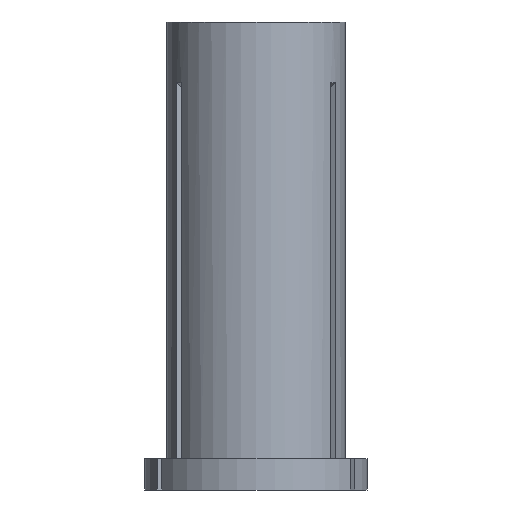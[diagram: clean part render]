
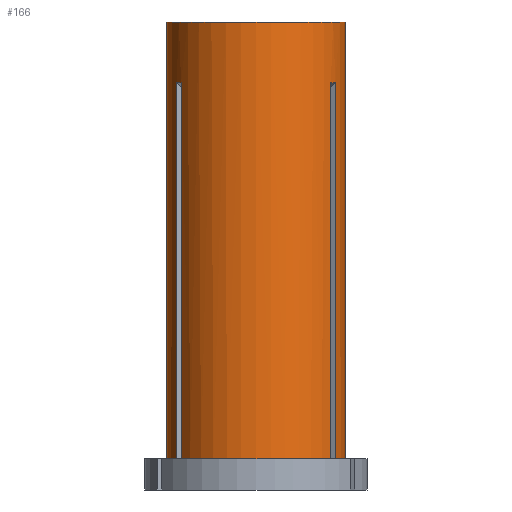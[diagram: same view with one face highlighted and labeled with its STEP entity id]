
A CAD part, front view. The second image highlights one B-rep face of the part: STEP entity #166.
In plain terms, the highlighted cylindrical face has radius 10 mm (diameter 20 mm), a partial arc.
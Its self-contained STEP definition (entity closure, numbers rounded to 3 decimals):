
#13 = CARTESIAN_POINT ( 'NONE',  ( -8.49, -5.286, -6.812 ) ) ;
#21 = DIRECTION ( 'NONE',  ( 0., 0., 1. ) ) ;
#24 = VERTEX_POINT ( 'NONE', #171 ) ;
#25 = B_SPLINE_CURVE_WITH_KNOTS ( 'NONE', 3,
 ( #42, #519, #1005, #837, #13, #583 ),
 .UNSPECIFIED., .F., .F.,
 ( 4, 2, 4 ),
 ( 0.059, 0.059, 0.06 ),
 .UNSPECIFIED. ) ;
#32 = EDGE_CURVE ( 'NONE', #1124, #885, #802, .T. ) ;
#42 = CARTESIAN_POINT ( 'NONE',  ( -8.899, -4.561, -6.817 ) ) ;
#44 = ORIENTED_EDGE ( 'NONE', *, *, #612, .T. ) ;
#51 = ORIENTED_EDGE ( 'NONE', *, *, #369, .F. ) ;
#62 = CARTESIAN_POINT ( 'NONE',  ( 8.399, -5.427, -6.817 ) ) ;
#63 = VERTEX_POINT ( 'NONE', #125 ) ;
#64 = EDGE_CURVE ( 'NONE', #288, #77, #832, .T. ) ;
#65 = CARTESIAN_POINT ( 'NONE',  ( -8.899, -4.561, -6.817 ) ) ;
#66 = CARTESIAN_POINT ( 'NONE',  ( 10., 0., 0. ) ) ;
#77 = VERTEX_POINT ( 'NONE', #66 ) ;
#78 = VERTEX_POINT ( 'NONE', #575 ) ;
#81 = ORIENTED_EDGE ( 'NONE', *, *, #202, .T. ) ;
#103 = VECTOR ( 'NONE', #1067, 1000. ) ;
#115 = DIRECTION ( 'NONE',  ( 1., 0., 0. ) ) ;
#121 = CIRCLE ( 'NONE', #525, 10. ) ;
#123 = AXIS2_PLACEMENT_3D ( 'NONE', #935, #21, #464 ) ;
#125 = CARTESIAN_POINT ( 'NONE',  ( -8.399, -5.427, -6.817 ) ) ;
#130 = EDGE_CURVE ( 'NONE', #24, #1101, #391, .T. ) ;
#136 = LINE ( 'NONE', #816, #149 ) ;
#143 = DIRECTION ( 'NONE',  ( 1., 0., 0. ) ) ;
#149 = VECTOR ( 'NONE', #813, 1000. ) ;
#166 = ADVANCED_FACE ( 'NONE', ( #348 ), #215, .T. ) ;
#168 = ORIENTED_EDGE ( 'NONE', *, *, #400, .T. ) ;
#171 = CARTESIAN_POINT ( 'NONE',  ( -10., 0., -49. ) ) ;
#202 = EDGE_CURVE ( 'NONE', #24, #1124, #204, .T. ) ;
#204 = CIRCLE ( 'NONE', #1039, 10. ) ;
#215 = CYLINDRICAL_SURFACE ( 'NONE', #1052, 10. ) ;
#225 = CIRCLE ( 'NONE', #123, 10. ) ;
#226 = LINE ( 'NONE', #854, #103 ) ;
#230 = CARTESIAN_POINT ( 'NONE',  ( 10., 0., -49. ) ) ;
#240 = EDGE_CURVE ( 'NONE', #758, #712, #121, .T. ) ;
#262 = EDGE_CURVE ( 'NONE', #441, #298, #136, .T. ) ;
#269 = DIRECTION ( 'NONE',  ( 0., 0., 1. ) ) ;
#272 = ORIENTED_EDGE ( 'NONE', *, *, #481, .F. ) ;
#288 = VERTEX_POINT ( 'NONE', #230 ) ;
#298 = VERTEX_POINT ( 'NONE', #370 ) ;
#304 = CARTESIAN_POINT ( 'NONE',  ( 8.899, -4.561, -49. ) ) ;
#307 = ORIENTED_EDGE ( 'NONE', *, *, #262, .F. ) ;
#317 = VECTOR ( 'NONE', #977, 1000. ) ;
#328 = B_SPLINE_CURVE_WITH_KNOTS ( 'NONE', 3,
 ( #62, #1104, #530, #947, #703 ),
 .UNSPECIFIED., .F., .F.,
 ( 4, 1, 4 ),
 ( 0.064, 0.065, 0.065 ),
 .UNSPECIFIED. ) ;
#348 = FACE_OUTER_BOUND ( 'NONE', #1117, .T. ) ;
#361 = CARTESIAN_POINT ( 'NONE',  ( 8.399, -5.427, -49. ) ) ;
#365 = DIRECTION ( 'NONE',  ( 0., 0., 1. ) ) ;
#369 = EDGE_CURVE ( 'NONE', #1101, #77, #717, .T. ) ;
#370 = CARTESIAN_POINT ( 'NONE',  ( 8.899, -4.561, -6.817 ) ) ;
#391 = LINE ( 'NONE', #620, #317 ) ;
#400 = EDGE_CURVE ( 'NONE', #441, #288, #225, .T. ) ;
#416 = EDGE_CURVE ( 'NONE', #78, #298, #328, .T. ) ;
#441 = VERTEX_POINT ( 'NONE', #304 ) ;
#459 = LINE ( 'NONE', #613, #545 ) ;
#461 = ORIENTED_EDGE ( 'NONE', *, *, #240, .T. ) ;
#464 = DIRECTION ( 'NONE',  ( 1., 0., 0. ) ) ;
#480 = CARTESIAN_POINT ( 'NONE',  ( 0., 0., 0. ) ) ;
#481 = EDGE_CURVE ( 'NONE', #758, #63, #459, .T. ) ;
#507 = DIRECTION ( 'NONE',  ( 0., 0., 1. ) ) ;
#519 = CARTESIAN_POINT ( 'NONE',  ( -8.824, -4.708, -6.812 ) ) ;
#525 = AXIS2_PLACEMENT_3D ( 'NONE', #637, #365, #710 ) ;
#530 = CARTESIAN_POINT ( 'NONE',  ( 8.664, -5.002, -6.806 ) ) ;
#545 = VECTOR ( 'NONE', #269, 1000. ) ;
#550 = DIRECTION ( 'NONE',  ( 0., 0., 1. ) ) ;
#554 = AXIS2_PLACEMENT_3D ( 'NONE', #1007, #743, #115 ) ;
#575 = CARTESIAN_POINT ( 'NONE',  ( 8.399, -5.427, -6.817 ) ) ;
#578 = ORIENTED_EDGE ( 'NONE', *, *, #1081, .T. ) ;
#583 = CARTESIAN_POINT ( 'NONE',  ( -8.399, -5.427, -6.817 ) ) ;
#606 = DIRECTION ( 'NONE',  ( 1., 0., 0. ) ) ;
#612 = EDGE_CURVE ( 'NONE', #712, #78, #226, .T. ) ;
#613 = CARTESIAN_POINT ( 'NONE',  ( -8.399, -5.427, 0. ) ) ;
#620 = CARTESIAN_POINT ( 'NONE',  ( -10., 0., 0. ) ) ;
#637 = CARTESIAN_POINT ( 'NONE',  ( 0., 0., -49. ) ) ;
#670 = ORIENTED_EDGE ( 'NONE', *, *, #130, .F. ) ;
#692 = VECTOR ( 'NONE', #507, 1000. ) ;
#703 = CARTESIAN_POINT ( 'NONE',  ( 8.899, -4.561, -6.817 ) ) ;
#710 = DIRECTION ( 'NONE',  ( 1., 0., 0. ) ) ;
#712 = VERTEX_POINT ( 'NONE', #361 ) ;
#717 = CIRCLE ( 'NONE', #554, 10. ) ;
#718 = CARTESIAN_POINT ( 'NONE',  ( -8.899, -4.561, 0. ) ) ;
#743 = DIRECTION ( 'NONE',  ( 0., 0., 1. ) ) ;
#758 = VERTEX_POINT ( 'NONE', #987 ) ;
#771 = CARTESIAN_POINT ( 'NONE',  ( 0., 0., -49. ) ) ;
#802 = LINE ( 'NONE', #718, #692 ) ;
#813 = DIRECTION ( 'NONE',  ( 0., 0., 1. ) ) ;
#816 = CARTESIAN_POINT ( 'NONE',  ( 8.899, -4.561, 0. ) ) ;
#821 = CARTESIAN_POINT ( 'NONE',  ( -8.899, -4.561, -49. ) ) ;
#828 = VECTOR ( 'NONE', #550, 1000. ) ;
#832 = LINE ( 'NONE', #1121, #828 ) ;
#837 = CARTESIAN_POINT ( 'NONE',  ( -8.578, -5.143, -6.809 ) ) ;
#854 = CARTESIAN_POINT ( 'NONE',  ( 8.399, -5.427, 0. ) ) ;
#859 = DIRECTION ( 'NONE',  ( 0., 0., 1. ) ) ;
#885 = VERTEX_POINT ( 'NONE', #65 ) ;
#910 = ORIENTED_EDGE ( 'NONE', *, *, #416, .T. ) ;
#935 = CARTESIAN_POINT ( 'NONE',  ( 0., 0., -49. ) ) ;
#947 = CARTESIAN_POINT ( 'NONE',  ( 8.823, -4.709, -6.812 ) ) ;
#977 = DIRECTION ( 'NONE',  ( 0., 0., 1. ) ) ;
#987 = CARTESIAN_POINT ( 'NONE',  ( -8.399, -5.427, -49. ) ) ;
#1005 = CARTESIAN_POINT ( 'NONE',  ( -8.744, -4.854, -6.809 ) ) ;
#1007 = CARTESIAN_POINT ( 'NONE',  ( 0., 0., 0. ) ) ;
#1039 = AXIS2_PLACEMENT_3D ( 'NONE', #771, #859, #606 ) ;
#1052 = AXIS2_PLACEMENT_3D ( 'NONE', #480, #1083, #143 ) ;
#1067 = DIRECTION ( 'NONE',  ( 0., 0., 1. ) ) ;
#1081 = EDGE_CURVE ( 'NONE', #885, #63, #25, .T. ) ;
#1083 = DIRECTION ( 'NONE',  ( 0., 0., 1. ) ) ;
#1101 = VERTEX_POINT ( 'NONE', #1102 ) ;
#1102 = CARTESIAN_POINT ( 'NONE',  ( -10., 0., 0. ) ) ;
#1104 = CARTESIAN_POINT ( 'NONE',  ( 8.49, -5.287, -6.812 ) ) ;
#1108 = ORIENTED_EDGE ( 'NONE', *, *, #64, .T. ) ;
#1117 = EDGE_LOOP ( 'NONE', ( #670, #81, #1129, #578, #272, #461, #44, #910, #307, #168, #1108, #51 ) ) ;
#1121 = CARTESIAN_POINT ( 'NONE',  ( 10., 0., 0. ) ) ;
#1124 = VERTEX_POINT ( 'NONE', #821 ) ;
#1129 = ORIENTED_EDGE ( 'NONE', *, *, #32, .T. ) ;
